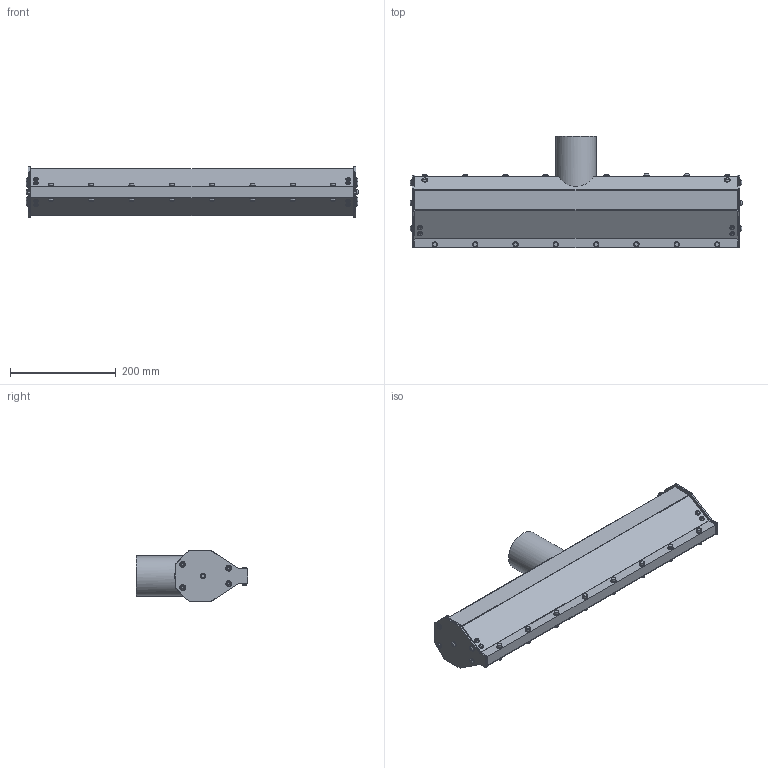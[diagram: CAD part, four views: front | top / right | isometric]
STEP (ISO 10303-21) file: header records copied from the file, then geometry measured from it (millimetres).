
FILE_DESCRIPTION(/* description */ (''),/* implementation_level */ '2;1');
FILE_NAME(/* name */ 'MAP3xxxxxx024_A.stp',/* time_stamp */ '2018-12-07T11:54:29-05:00',/* author */ ('James'),/* organization */ (''),/* preprocessor_version */ 'ST-DEVELOPER v16.5',/* originating_system */ 'Autodesk Inventor 2017',/* authorisation */ '');
FILE_SCHEMA (('AUTOMOTIVE_DESIGN { 1 0 10303 214 3 1 1 }'));
Length unit declared in the file: inch
Products named in the file (1): MAP3xxxxxx024_A
Bounding box: 627.69 x 211.04 x 96.53 mm (x, y, z)
Volume: 5543537.3 mm3; surface area: 276054.5 mm2
Topology: 1 solids, 1 shells, 534 faces, 1149 edges, 748 vertices
Faces by surface type: plane 225, cylinder 135, cone 120, sphere 30, bspline 16, torus 8
Full cylindrical faces by diameter (mm): 7.6 x8, 8.5 x8, 9 x8, 9.5 x12, 10 x16, 10.5 x10, 11 x22, 76.2 x1
Entity records: 29946 total; most frequent: CARTESIAN_POINT 19465, DIRECTION 2184, ORIENTED_EDGE 1954, EDGE_CURVE 977, AXIS2_PLACEMENT_3D 948, EDGE_LOOP 782, VERTEX_POINT 693, FACE_OUTER_BOUND 534
